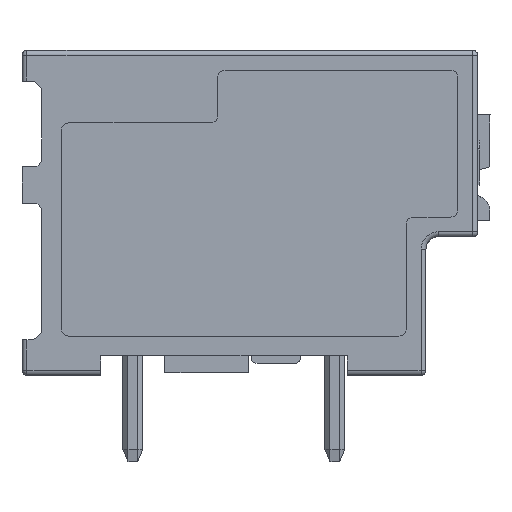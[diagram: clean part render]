
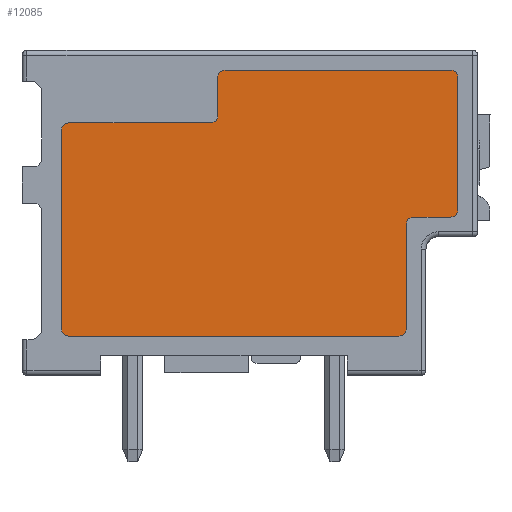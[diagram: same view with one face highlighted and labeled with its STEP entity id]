
A CAD part, left-side view. The second image highlights one B-rep face of the part: STEP entity #12085.
In plain terms, the highlighted planar face has unit normal (-1, 0, 0).
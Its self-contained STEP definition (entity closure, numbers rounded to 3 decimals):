
#86=AXIS2_PLACEMENT_3D('Circle Axis2P3D',#84,#85,$) ;
#191=AXIS2_PLACEMENT_3D('Circle Axis2P3D',#189,#190,$) ;
#273=AXIS2_PLACEMENT_3D('Circle Axis2P3D',#271,#272,$) ;
#11877=AXIS2_PLACEMENT_3D('Circle Axis2P3D',#11875,#11876,$) ;
#11927=AXIS2_PLACEMENT_3D('Circle Axis2P3D',#11925,#11926,$) ;
#11995=AXIS2_PLACEMENT_3D('Circle Axis2P3D',#11993,#11994,$) ;
#12013=AXIS2_PLACEMENT_3D('Circle Axis2P3D',#12011,#12012,$) ;
#12051=AXIS2_PLACEMENT_3D('Circle Axis2P3D',#12049,#12050,$) ;
#12065=AXIS2_PLACEMENT_3D('Plane Axis2P3D',#12062,#12063,#12064) ;
#40=CARTESIAN_POINT('Vertex',(0.8,10.75,15.9)) ;
#45=CARTESIAN_POINT('Line Origine',(0.8,6.175,15.9)) ;
#49=CARTESIAN_POINT('Vertex',(0.8,1.6,15.9)) ;
#84=CARTESIAN_POINT('Axis2P3D Location',(0.8,10.75,15.6)) ;
#88=CARTESIAN_POINT('Vertex',(0.8,11.05,15.6)) ;
#116=CARTESIAN_POINT('Line Origine',(0.8,11.05,14.825)) ;
#120=CARTESIAN_POINT('Vertex',(0.8,11.05,14.05)) ;
#148=CARTESIAN_POINT('Line Origine',(0.8,14.225,13.75)) ;
#152=CARTESIAN_POINT('Vertex',(0.8,11.35,13.75)) ;
#154=CARTESIAN_POINT('Vertex',(0.8,17.1,13.75)) ;
#189=CARTESIAN_POINT('Axis2P3D Location',(0.8,17.1,13.45)) ;
#193=CARTESIAN_POINT('Vertex',(0.8,17.4,13.45)) ;
#227=CARTESIAN_POINT('Vertex',(0.8,17.1,5.1)) ;
#241=CARTESIAN_POINT('Vertex',(0.8,3.7,5.1)) ;
#244=CARTESIAN_POINT('Line Origine',(0.8,10.4,5.1)) ;
#268=CARTESIAN_POINT('Vertex',(0.8,3.1,9.93)) ;
#271=CARTESIAN_POINT('Axis2P3D Location',(0.8,3.1,9.63)) ;
#275=CARTESIAN_POINT('Vertex',(0.8,3.4,9.63)) ;
#11875=CARTESIAN_POINT('Axis2P3D Location',(0.8,1.6,15.6)) ;
#11879=CARTESIAN_POINT('Vertex',(0.8,1.3,15.6)) ;
#11900=CARTESIAN_POINT('Line Origine',(0.8,1.3,12.915)) ;
#11904=CARTESIAN_POINT('Vertex',(0.8,1.3,10.23)) ;
#11925=CARTESIAN_POINT('Axis2P3D Location',(0.8,1.6,10.23)) ;
#11929=CARTESIAN_POINT('Vertex',(0.8,1.6,9.93)) ;
#11950=CARTESIAN_POINT('Line Origine',(0.8,2.35,9.93)) ;
#11968=CARTESIAN_POINT('Line Origine',(0.8,3.4,7.515)) ;
#11972=CARTESIAN_POINT('Vertex',(0.8,3.4,5.4)) ;
#11993=CARTESIAN_POINT('Axis2P3D Location',(0.8,3.7,5.4)) ;
#12011=CARTESIAN_POINT('Axis2P3D Location',(0.8,17.1,5.4)) ;
#12015=CARTESIAN_POINT('Vertex',(0.8,17.4,5.4)) ;
#12031=CARTESIAN_POINT('Line Origine',(0.8,17.4,9.425)) ;
#12049=CARTESIAN_POINT('Axis2P3D Location',(0.8,11.35,14.05)) ;
#12062=CARTESIAN_POINT('Axis2P3D Location',(0.8,28.95,24.83)) ;
#46=DIRECTION('Vector Direction',(0.,1.,0.)) ;
#85=DIRECTION('Axis2P3D Direction',(-1.,0.,0.)) ;
#117=DIRECTION('Vector Direction',(0.,0.,-1.)) ;
#149=DIRECTION('Vector Direction',(0.,1.,0.)) ;
#190=DIRECTION('Axis2P3D Direction',(-1.,0.,0.)) ;
#245=DIRECTION('Vector Direction',(0.,-1.,0.)) ;
#272=DIRECTION('Axis2P3D Direction',(1.,0.,-0.)) ;
#11876=DIRECTION('Axis2P3D Direction',(1.,0.,-0.)) ;
#11901=DIRECTION('Vector Direction',(0.,0.,-1.)) ;
#11926=DIRECTION('Axis2P3D Direction',(1.,0.,0.)) ;
#11951=DIRECTION('Vector Direction',(0.,1.,0.)) ;
#11969=DIRECTION('Vector Direction',(0.,0.,-1.)) ;
#11994=DIRECTION('Axis2P3D Direction',(1.,0.,0.)) ;
#12012=DIRECTION('Axis2P3D Direction',(1.,-0.,0.)) ;
#12032=DIRECTION('Vector Direction',(0.,0.,1.)) ;
#12050=DIRECTION('Axis2P3D Direction',(-1.,0.,0.)) ;
#12063=DIRECTION('Axis2P3D Direction',(-1.,-0.,-0.)) ;
#12064=DIRECTION('Axis2P3D XDirection',(0.,0.,-1.)) ;
#47=VECTOR('Line Direction',#46,1.) ;
#118=VECTOR('Line Direction',#117,1.) ;
#150=VECTOR('Line Direction',#149,1.) ;
#246=VECTOR('Line Direction',#245,1.) ;
#11902=VECTOR('Line Direction',#11901,1.) ;
#11952=VECTOR('Line Direction',#11951,1.) ;
#11970=VECTOR('Line Direction',#11969,1.) ;
#12033=VECTOR('Line Direction',#12032,1.) ;
#12068=ORIENTED_EDGE('',*,*,#51,.T.) ;
#12069=ORIENTED_EDGE('',*,*,#90,.T.) ;
#12070=ORIENTED_EDGE('',*,*,#122,.T.) ;
#12071=ORIENTED_EDGE('',*,*,#12053,.F.) ;
#12072=ORIENTED_EDGE('',*,*,#156,.T.) ;
#12073=ORIENTED_EDGE('',*,*,#195,.T.) ;
#12074=ORIENTED_EDGE('',*,*,#12035,.F.) ;
#12075=ORIENTED_EDGE('',*,*,#12017,.F.) ;
#12076=ORIENTED_EDGE('',*,*,#248,.T.) ;
#12077=ORIENTED_EDGE('',*,*,#11997,.F.) ;
#12078=ORIENTED_EDGE('',*,*,#11974,.F.) ;
#12079=ORIENTED_EDGE('',*,*,#277,.T.) ;
#12080=ORIENTED_EDGE('',*,*,#11954,.F.) ;
#12081=ORIENTED_EDGE('',*,*,#11931,.F.) ;
#12082=ORIENTED_EDGE('',*,*,#11906,.F.) ;
#12083=ORIENTED_EDGE('',*,*,#11881,.F.) ;
#12085=ADVANCED_FACE('model',(#12084),#12066,.T.) ;
#87=CIRCLE('generated circle',#86,0.3) ;
#192=CIRCLE('generated circle',#191,0.3) ;
#274=CIRCLE('generated circle',#273,0.3) ;
#11878=CIRCLE('generated circle',#11877,0.3) ;
#11928=CIRCLE('generated circle',#11927,0.3) ;
#11996=CIRCLE('generated circle',#11995,0.3) ;
#12014=CIRCLE('generated circle',#12013,0.3) ;
#12052=CIRCLE('generated circle',#12051,0.3) ;
#51=EDGE_CURVE('',#50,#41,#48,.T.) ;
#90=EDGE_CURVE('',#41,#89,#87,.T.) ;
#122=EDGE_CURVE('',#89,#121,#119,.T.) ;
#156=EDGE_CURVE('',#153,#155,#151,.T.) ;
#195=EDGE_CURVE('',#155,#194,#192,.T.) ;
#248=EDGE_CURVE('',#228,#242,#247,.T.) ;
#277=EDGE_CURVE('',#276,#269,#274,.T.) ;
#11881=EDGE_CURVE('',#50,#11880,#11878,.T.) ;
#11906=EDGE_CURVE('',#11880,#11905,#11903,.T.) ;
#11931=EDGE_CURVE('',#11905,#11930,#11928,.T.) ;
#11954=EDGE_CURVE('',#11930,#269,#11953,.T.) ;
#11974=EDGE_CURVE('',#276,#11973,#11971,.T.) ;
#11997=EDGE_CURVE('',#11973,#242,#11996,.T.) ;
#12017=EDGE_CURVE('',#228,#12016,#12014,.T.) ;
#12035=EDGE_CURVE('',#12016,#194,#12034,.T.) ;
#12053=EDGE_CURVE('',#153,#121,#12052,.T.) ;
#12067=EDGE_LOOP('',(#12068,#12069,#12070,#12071,#12072,#12073,#12074,#12075,#12076,#12077,#12078,#12079,#12080,#12081,#12082,#12083)) ;
#12084=FACE_OUTER_BOUND('',#12067,.T.) ;
#48=LINE('Line',#45,#47) ;
#119=LINE('Line',#116,#118) ;
#151=LINE('Line',#148,#150) ;
#247=LINE('Line',#244,#246) ;
#11903=LINE('Line',#11900,#11902) ;
#11953=LINE('Line',#11950,#11952) ;
#11971=LINE('Line',#11968,#11970) ;
#12034=LINE('Line',#12031,#12033) ;
#12066=PLANE('',#12065) ;
#41=VERTEX_POINT('',#40) ;
#50=VERTEX_POINT('',#49) ;
#89=VERTEX_POINT('',#88) ;
#121=VERTEX_POINT('',#120) ;
#153=VERTEX_POINT('',#152) ;
#155=VERTEX_POINT('',#154) ;
#194=VERTEX_POINT('',#193) ;
#228=VERTEX_POINT('',#227) ;
#242=VERTEX_POINT('',#241) ;
#269=VERTEX_POINT('',#268) ;
#276=VERTEX_POINT('',#275) ;
#11880=VERTEX_POINT('',#11879) ;
#11905=VERTEX_POINT('',#11904) ;
#11930=VERTEX_POINT('',#11929) ;
#11973=VERTEX_POINT('',#11972) ;
#12016=VERTEX_POINT('',#12015) ;
